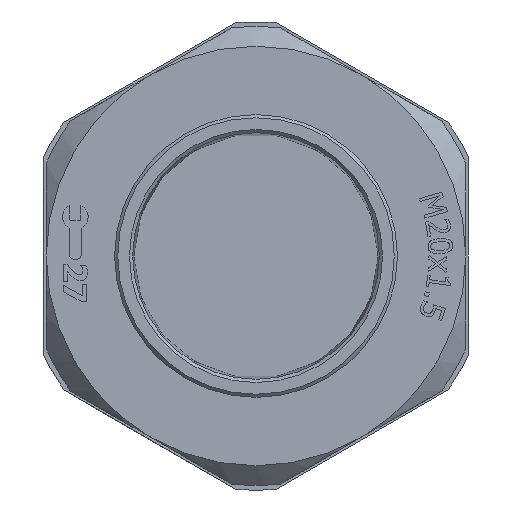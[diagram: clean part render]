
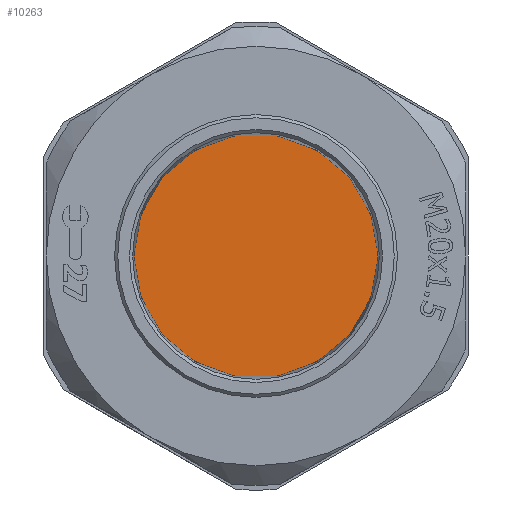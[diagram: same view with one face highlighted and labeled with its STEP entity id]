
A CAD part, front view. The second image highlights one B-rep face of the part: STEP entity #10263.
In plain terms, the highlighted planar face has unit normal (0, -1, 0).
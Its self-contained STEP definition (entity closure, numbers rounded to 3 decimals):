
#810=PLANE('',#10996);
#1006=FACE_OUTER_BOUND('',#1540,.T.);
#1540=EDGE_LOOP('',(#6933));
#3878=CIRCLE('',#10997,7.753);
#4117=VERTEX_POINT('',#13905);
#5277=EDGE_CURVE('',#4117,#4117,#3878,.T.);
#6933=ORIENTED_EDGE('',*,*,#5277,.T.);
#10263=ADVANCED_FACE('',(#1006),#810,.F.);
#10996=AXIS2_PLACEMENT_3D('',#13904,#11821,#11822);
#10997=AXIS2_PLACEMENT_3D('',#13906,#11823,#11824);
#11821=DIRECTION('center_axis',(0.,1.,0.));
#11822=DIRECTION('ref_axis',(0.,0.,1.));
#11823=DIRECTION('center_axis',(0.,-1.,0.));
#11824=DIRECTION('ref_axis',(-1.,0.,0.));
#13904=CARTESIAN_POINT('Origin',(0.,5.8,
0.));
#13905=CARTESIAN_POINT('',(7.753,5.8,0.));
#13906=CARTESIAN_POINT('Origin',(0.,5.8,0.));
